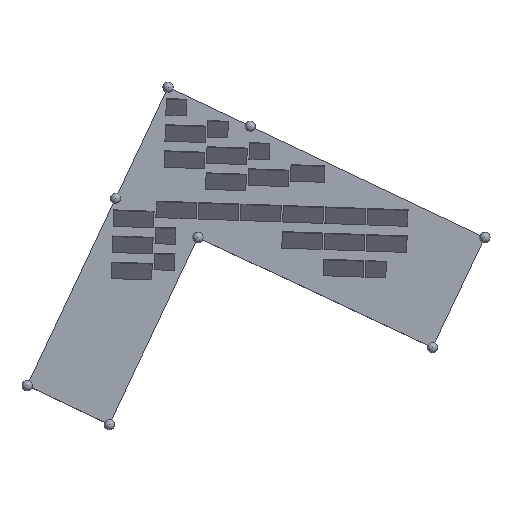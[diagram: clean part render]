
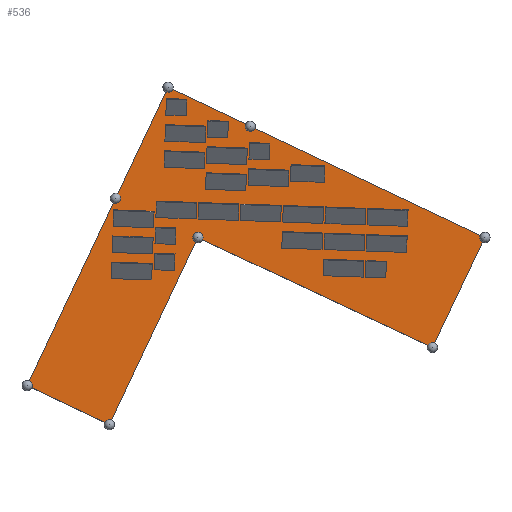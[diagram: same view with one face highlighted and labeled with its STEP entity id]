
A CAD part, top view. The second image highlights one B-rep face of the part: STEP entity #536.
In plain terms, the highlighted planar face has unit normal (0, 0, 1).
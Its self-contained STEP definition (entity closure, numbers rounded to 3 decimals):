
#68 = VERTEX_POINT('',#69);
#69 = CARTESIAN_POINT('',(0.,0.,4.));
#76 = PLANE('',#77);
#77 = AXIS2_PLACEMENT_3D('',#78,#79,#80);
#78 = CARTESIAN_POINT('',(0.,0.,0.));
#79 = DIRECTION('',(0.429,0.903,-0.));
#80 = DIRECTION('',(0.903,-0.429,0.));
#88 = PLANE('',#89);
#89 = AXIS2_PLACEMENT_3D('',#90,#91,#92);
#90 = CARTESIAN_POINT('',(6.85,14.5,0.));
#91 = DIRECTION('',(0.904,-0.427,0.));
#92 = DIRECTION('',(-0.427,-0.904,0.));
#100 = EDGE_CURVE('',#68,#101,#103,.T.);
#101 = VERTEX_POINT('',#102);
#102 = CARTESIAN_POINT('',(4.,-1.9,4.));
#103 = SURFACE_CURVE('',#104,(#108,#115),.PCURVE_S1.);
#104 = LINE('',#105,#106);
#105 = CARTESIAN_POINT('',(0.,0.,4.));
#106 = VECTOR('',#107,1.);
#107 = DIRECTION('',(0.903,-0.429,0.));
#108 = PCURVE('',#76,#109);
#109 = DEFINITIONAL_REPRESENTATION('',(#110),#114);
#110 = LINE('',#111,#112);
#111 = CARTESIAN_POINT('',(0.,-4.));
#112 = VECTOR('',#113,1.);
#113 = DIRECTION('',(1.,0.));
#114 = ( GEOMETRIC_REPRESENTATION_CONTEXT(2) 
PARAMETRIC_REPRESENTATION_CONTEXT() REPRESENTATION_CONTEXT('2D SPACE',''
  ) );
#115 = PCURVE('',#116,#121);
#116 = PLANE('',#117);
#117 = AXIS2_PLACEMENT_3D('',#118,#119,#120);
#118 = CARTESIAN_POINT('',(10.202,6.165,4.));
#119 = DIRECTION('',(0.,0.,1.));
#120 = DIRECTION('',(1.,0.,-0.));
#121 = DEFINITIONAL_REPRESENTATION('',(#122),#126);
#122 = LINE('',#123,#124);
#123 = CARTESIAN_POINT('',(-10.202,-6.165));
#124 = VECTOR('',#125,1.);
#125 = DIRECTION('',(0.903,-0.429));
#126 = ( GEOMETRIC_REPRESENTATION_CONTEXT(2) 
PARAMETRIC_REPRESENTATION_CONTEXT() REPRESENTATION_CONTEXT('2D SPACE',''
  ) );
#144 = PLANE('',#145);
#145 = AXIS2_PLACEMENT_3D('',#146,#147,#148);
#146 = CARTESIAN_POINT('',(4.,-1.9,0.));
#147 = DIRECTION('',(-0.904,0.427,0.));
#148 = DIRECTION('',(0.427,0.904,0.));
#186 = EDGE_CURVE('',#101,#187,#189,.T.);
#187 = VERTEX_POINT('',#188);
#188 = CARTESIAN_POINT('',(8.3,7.2,4.));
#189 = SURFACE_CURVE('',#190,(#194,#201),.PCURVE_S1.);
#190 = LINE('',#191,#192);
#191 = CARTESIAN_POINT('',(4.,-1.9,4.));
#192 = VECTOR('',#193,1.);
#193 = DIRECTION('',(0.427,0.904,0.));
#194 = PCURVE('',#144,#195);
#195 = DEFINITIONAL_REPRESENTATION('',(#196),#200);
#196 = LINE('',#197,#198);
#197 = CARTESIAN_POINT('',(0.,-4.));
#198 = VECTOR('',#199,1.);
#199 = DIRECTION('',(1.,0.));
#200 = ( GEOMETRIC_REPRESENTATION_CONTEXT(2) 
PARAMETRIC_REPRESENTATION_CONTEXT() REPRESENTATION_CONTEXT('2D SPACE',''
  ) );
#201 = PCURVE('',#116,#202);
#202 = DEFINITIONAL_REPRESENTATION('',(#203),#207);
#203 = LINE('',#204,#205);
#204 = CARTESIAN_POINT('',(-6.202,-8.065));
#205 = VECTOR('',#206,1.);
#206 = DIRECTION('',(0.427,0.904));
#207 = ( GEOMETRIC_REPRESENTATION_CONTEXT(2) 
PARAMETRIC_REPRESENTATION_CONTEXT() REPRESENTATION_CONTEXT('2D SPACE',''
  ) );
#225 = PLANE('',#226);
#226 = AXIS2_PLACEMENT_3D('',#227,#228,#229);
#227 = CARTESIAN_POINT('',(8.3,7.2,0.));
#228 = DIRECTION('',(0.425,0.905,-0.));
#229 = DIRECTION('',(0.905,-0.425,0.));
#262 = EDGE_CURVE('',#187,#263,#265,.T.);
#263 = VERTEX_POINT('',#264);
#264 = CARTESIAN_POINT('',(19.7,1.85,4.));
#265 = SURFACE_CURVE('',#266,(#270,#277),.PCURVE_S1.);
#266 = LINE('',#267,#268);
#267 = CARTESIAN_POINT('',(8.3,7.2,4.));
#268 = VECTOR('',#269,1.);
#269 = DIRECTION('',(0.905,-0.425,0.));
#270 = PCURVE('',#225,#271);
#271 = DEFINITIONAL_REPRESENTATION('',(#272),#276);
#272 = LINE('',#273,#274);
#273 = CARTESIAN_POINT('',(0.,-4.));
#274 = VECTOR('',#275,1.);
#275 = DIRECTION('',(1.,0.));
#276 = ( GEOMETRIC_REPRESENTATION_CONTEXT(2) 
PARAMETRIC_REPRESENTATION_CONTEXT() REPRESENTATION_CONTEXT('2D SPACE',''
  ) );
#277 = PCURVE('',#116,#278);
#278 = DEFINITIONAL_REPRESENTATION('',(#279),#283);
#279 = LINE('',#280,#281);
#280 = CARTESIAN_POINT('',(-1.902,1.035));
#281 = VECTOR('',#282,1.);
#282 = DIRECTION('',(0.905,-0.425));
#283 = ( GEOMETRIC_REPRESENTATION_CONTEXT(2) 
PARAMETRIC_REPRESENTATION_CONTEXT() REPRESENTATION_CONTEXT('2D SPACE',''
  ) );
#301 = PLANE('',#302);
#302 = AXIS2_PLACEMENT_3D('',#303,#304,#305);
#303 = CARTESIAN_POINT('',(19.7,1.85,0.));
#304 = DIRECTION('',(-0.903,0.43,0.));
#305 = DIRECTION('',(0.43,0.903,0.));
#338 = EDGE_CURVE('',#263,#339,#341,.T.);
#339 = VERTEX_POINT('',#340);
#340 = CARTESIAN_POINT('',(22.25,7.2,4.));
#341 = SURFACE_CURVE('',#342,(#346,#353),.PCURVE_S1.);
#342 = LINE('',#343,#344);
#343 = CARTESIAN_POINT('',(19.7,1.85,4.));
#344 = VECTOR('',#345,1.);
#345 = DIRECTION('',(0.43,0.903,0.));
#346 = PCURVE('',#301,#347);
#347 = DEFINITIONAL_REPRESENTATION('',(#348),#352);
#348 = LINE('',#349,#350);
#349 = CARTESIAN_POINT('',(0.,-4.));
#350 = VECTOR('',#351,1.);
#351 = DIRECTION('',(1.,0.));
#352 = ( GEOMETRIC_REPRESENTATION_CONTEXT(2) 
PARAMETRIC_REPRESENTATION_CONTEXT() REPRESENTATION_CONTEXT('2D SPACE',''
  ) );
#353 = PCURVE('',#116,#354);
#354 = DEFINITIONAL_REPRESENTATION('',(#355),#359);
#355 = LINE('',#356,#357);
#356 = CARTESIAN_POINT('',(9.498,-4.315));
#357 = VECTOR('',#358,1.);
#358 = DIRECTION('',(0.43,0.903));
#359 = ( GEOMETRIC_REPRESENTATION_CONTEXT(2) 
PARAMETRIC_REPRESENTATION_CONTEXT() REPRESENTATION_CONTEXT('2D SPACE',''
  ) );
#377 = PLANE('',#378);
#378 = AXIS2_PLACEMENT_3D('',#379,#380,#381);
#379 = CARTESIAN_POINT('',(22.25,7.2,0.));
#380 = DIRECTION('',(-0.428,-0.904,0.));
#381 = DIRECTION('',(-0.904,0.428,0.));
#414 = EDGE_CURVE('',#339,#415,#417,.T.);
#415 = VERTEX_POINT('',#416);
#416 = CARTESIAN_POINT('',(6.85,14.5,4.));
#417 = SURFACE_CURVE('',#418,(#422,#429),.PCURVE_S1.);
#418 = LINE('',#419,#420);
#419 = CARTESIAN_POINT('',(22.25,7.2,4.));
#420 = VECTOR('',#421,1.);
#421 = DIRECTION('',(-0.904,0.428,0.));
#422 = PCURVE('',#377,#423);
#423 = DEFINITIONAL_REPRESENTATION('',(#424),#428);
#424 = LINE('',#425,#426);
#425 = CARTESIAN_POINT('',(0.,-4.));
#426 = VECTOR('',#427,1.);
#427 = DIRECTION('',(1.,0.));
#428 = ( GEOMETRIC_REPRESENTATION_CONTEXT(2) 
PARAMETRIC_REPRESENTATION_CONTEXT() REPRESENTATION_CONTEXT('2D SPACE',''
  ) );
#429 = PCURVE('',#116,#430);
#430 = DEFINITIONAL_REPRESENTATION('',(#431),#435);
#431 = LINE('',#432,#433);
#432 = CARTESIAN_POINT('',(12.048,1.035));
#433 = VECTOR('',#434,1.);
#434 = DIRECTION('',(-0.904,0.428));
#435 = ( GEOMETRIC_REPRESENTATION_CONTEXT(2) 
PARAMETRIC_REPRESENTATION_CONTEXT() REPRESENTATION_CONTEXT('2D SPACE',''
  ) );
#485 = EDGE_CURVE('',#415,#68,#486,.T.);
#486 = SURFACE_CURVE('',#487,(#491,#498),.PCURVE_S1.);
#487 = LINE('',#488,#489);
#488 = CARTESIAN_POINT('',(6.85,14.5,4.));
#489 = VECTOR('',#490,1.);
#490 = DIRECTION('',(-0.427,-0.904,0.));
#491 = PCURVE('',#88,#492);
#492 = DEFINITIONAL_REPRESENTATION('',(#493),#497);
#493 = LINE('',#494,#495);
#494 = CARTESIAN_POINT('',(0.,-4.));
#495 = VECTOR('',#496,1.);
#496 = DIRECTION('',(1.,0.));
#497 = ( GEOMETRIC_REPRESENTATION_CONTEXT(2) 
PARAMETRIC_REPRESENTATION_CONTEXT() REPRESENTATION_CONTEXT('2D SPACE',''
  ) );
#498 = PCURVE('',#116,#499);
#499 = DEFINITIONAL_REPRESENTATION('',(#500),#504);
#500 = LINE('',#501,#502);
#501 = CARTESIAN_POINT('',(-3.352,8.335));
#502 = VECTOR('',#503,1.);
#503 = DIRECTION('',(-0.427,-0.904));
#504 = ( GEOMETRIC_REPRESENTATION_CONTEXT(2) 
PARAMETRIC_REPRESENTATION_CONTEXT() REPRESENTATION_CONTEXT('2D SPACE',''
  ) );
#536 = ADVANCED_FACE('',(#537),#116,.T.);
#537 = FACE_BOUND('',#538,.T.);
#538 = EDGE_LOOP('',(#539,#540,#541,#542,#543,#544));
#539 = ORIENTED_EDGE('',*,*,#100,.T.);
#540 = ORIENTED_EDGE('',*,*,#186,.T.);
#541 = ORIENTED_EDGE('',*,*,#262,.T.);
#542 = ORIENTED_EDGE('',*,*,#338,.T.);
#543 = ORIENTED_EDGE('',*,*,#414,.T.);
#544 = ORIENTED_EDGE('',*,*,#485,.T.);
